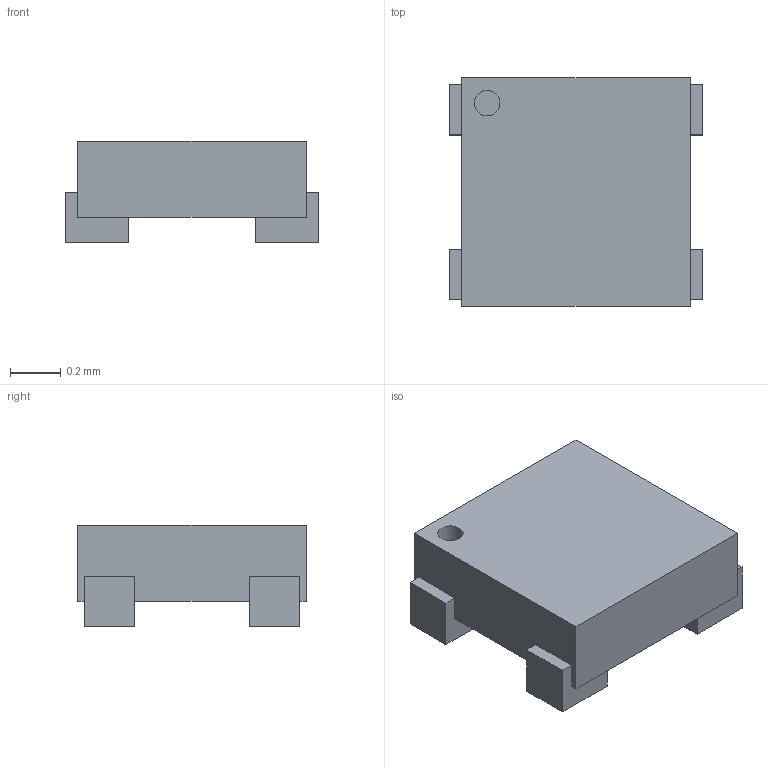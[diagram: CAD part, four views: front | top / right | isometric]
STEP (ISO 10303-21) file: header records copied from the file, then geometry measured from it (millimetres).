
FILE_DESCRIPTION(/* description */ ('model of UDFN-4_1x1mm_P0.65mm'),/* implementation_level */ '2;1');
FILE_NAME(/* name */ 'UDFN-4_1x1mm_P0.65mm.step',/* time_stamp */ '2018-11-02T18:19:13',/* author */ ('kicad StepUp','ksu'),/* organization */ ('FreeCAD'),/* preprocessor_version */ 'OCC',/* originating_system */ 'kicad StepUp',/* authorisation */ '');
FILE_SCHEMA(('AUTOMOTIVE_DESIGN { 1 0 10303 214 1 1 1 1 }'));
Length unit declared in the file: millimetre
Products named in the file (1): UDFN_4_1x1mm_P065mm
Bounding box: 1 x 0.9 x 0.4 mm (x, y, z)
Volume: 0.3 mm3; surface area: 3.2 mm2
Topology: 1 solids, 1 shells, 32 faces, 87 edges, 58 vertices
Faces by surface type: plane 31, cylinder 1
Full cylindrical faces by diameter (mm): 0.1 x1
Entity records: 735 total; most frequent: ORIENTED_EDGE 148, CARTESIAN_POINT 99, EDGE_CURVE 87, LINE 81, VERTEX_POINT 58, AXIS2_PLACEMENT_3D 34, FACE_BOUND 33, EDGE_LOOP 33
